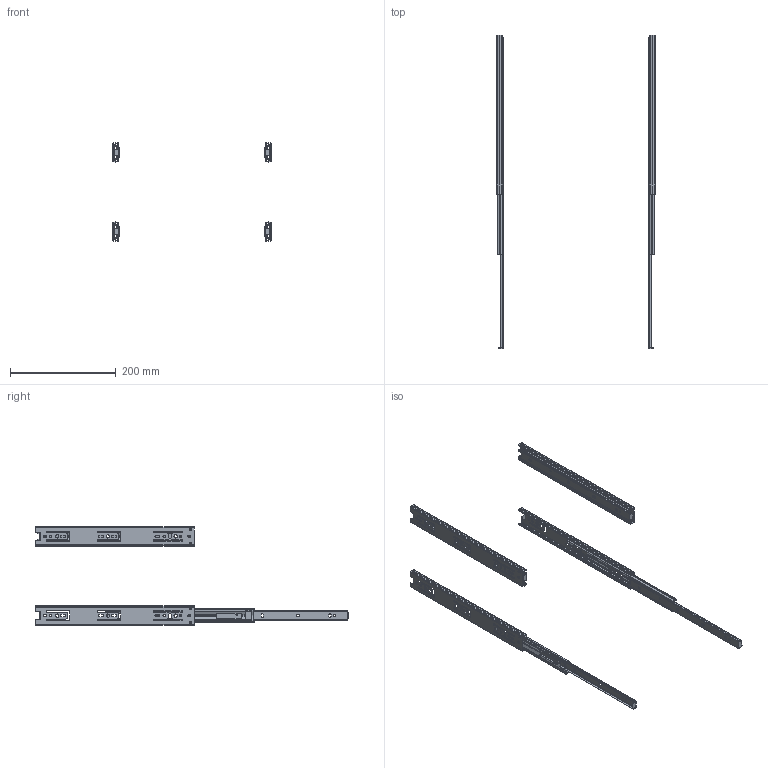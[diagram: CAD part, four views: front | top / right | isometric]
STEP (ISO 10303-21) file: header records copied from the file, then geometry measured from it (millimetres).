
FILE_DESCRIPTION( ( 'Unknown' ), '1' );
FILE_NAME( '12''''300/31A02(300).stp', 'Unknown', ( 'Unknown' ), ( 'Unknown' ), 'PSStep 14.0', 'Unknown', ' ' );
FILE_SCHEMA( ( 'AUTOMOTIVE_DESIGN { 1 0 10303 214 1 1 1 1 }' ) );
Length unit declared in the file: millimetre
Products named in the file (7): Assem1; ; ; ; 外框_mir; 中框_mir; 內框_mir
Assembly tree (12 placements, depth 2):
  Assem1
      x2
      x2
      x2
    外框_mir  x2
    中框_mir  x2
    內框_mir  x2
Bounding box: 300 x 592 x 186.58 mm (x, y, z)
Volume: 151658.2 mm3; surface area: 295210.9 mm2
Topology: 12 solids, 12 shells, 1348 faces, 4072 edges, 2716 vertices
Faces by surface type: plane 768, cylinder 580
Full cylindrical faces by diameter (mm): 2.52 x4, 4.4 x4, 4.5 x4, 4.6 x12, 6.3 x8, 6.4 x4
Entity records: 28478 total; most frequent: CARTESIAN_POINT 4027, ORIENTED_EDGE 4000, DIRECTION 3966, EDGE_CURVE 2000, LINE 1408, VECTOR 1408, VERTEX_POINT 1340, AXIS2_PLACEMENT_3D 1279
